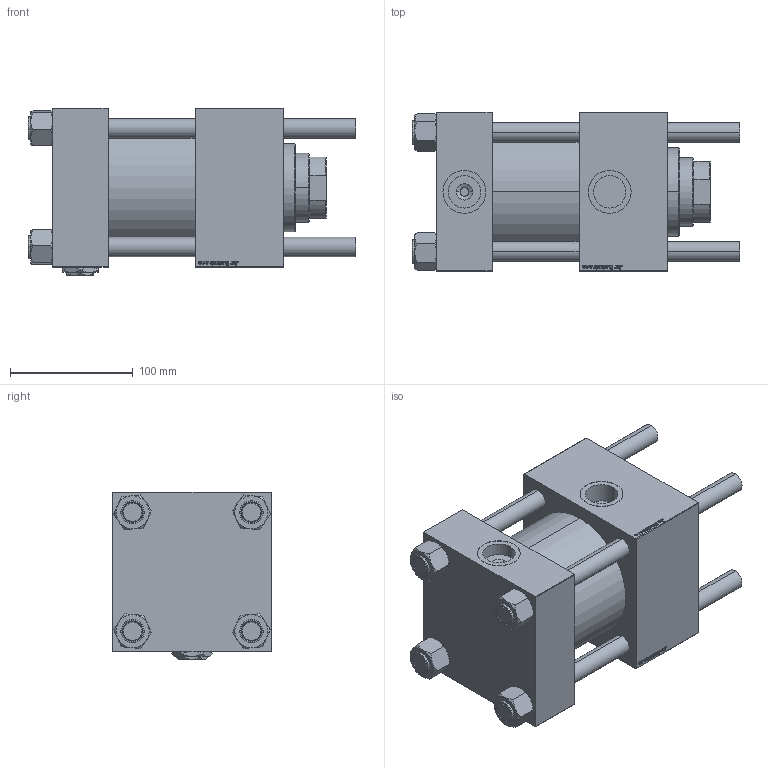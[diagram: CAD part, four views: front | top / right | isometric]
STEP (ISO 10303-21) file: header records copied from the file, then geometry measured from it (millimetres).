
FILE_DESCRIPTION (( 'STEP AP203' ), '1' );
FILE_NAME ('d840.STEP', '2022-04-15T21:51:43', ( '' ), ( '' ), 'SwSTEP 2.0', 'SolidWorks 2019', '' );
FILE_SCHEMA (( 'CONFIG_CONTROL_DESIGN' ));
Length unit declared in the file: millimetre
Products named in the file (7): V215CR_B_TYCINKA 670e383e697272b59fb04bbd70294602; NUT_M5_B 670e383e697272b59fb04bbd70294602; V215CR_VCP_B 670e383e697272b59fb04bbd70294602; Zatka_pro_OIL_PORT 670e383e697272b59fb04bbd70294602; V215_VC_A 670e383e697272b59fb04bbd70294602; d840; V215CR_B-1 670e383e697272b59fb04bbd70294602
Assembly tree (12 placements, depth 2):
  d840
    V215CR_B-1 670e383e697272b59fb04bbd70294602
    V215CR_VCP_B 670e383e697272b59fb04bbd70294602
    NUT_M5_B 670e383e697272b59fb04bbd70294602  x4
    V215CR_B_TYCINKA 670e383e697272b59fb04bbd70294602  x4
    V215_VC_A 670e383e697272b59fb04bbd70294602
    Zatka_pro_OIL_PORT 670e383e697272b59fb04bbd70294602
Bounding box: 267 x 130 x 137 mm (x, y, z)
Volume: 2551246.2 mm3; surface area: 364384 mm2
Topology: 12 solids, 12 shells, 1264 faces, 3223 edges, 2095 vertices
Faces by surface type: plane 506, bspline 504, cone 158, cylinder 88, torus 8
Entity records: 59198 total; most frequent: CARTESIAN_POINT 34690, ORIENTED_EDGE 5710, DIRECTION 3253, EDGE_CURVE 2855, VERTEX_POINT 1873, VECTOR 1505, LINE 1505, EDGE_LOOP 1238
